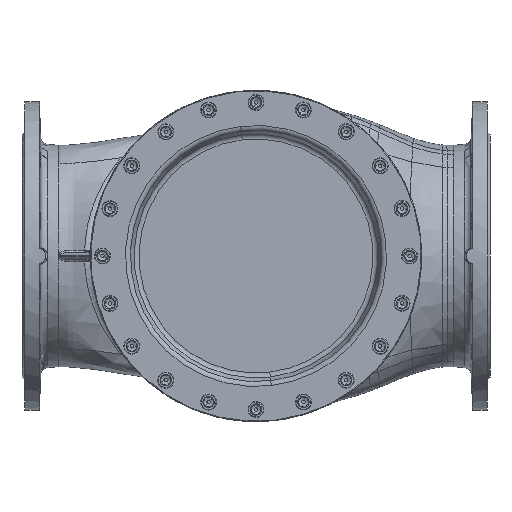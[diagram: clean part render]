
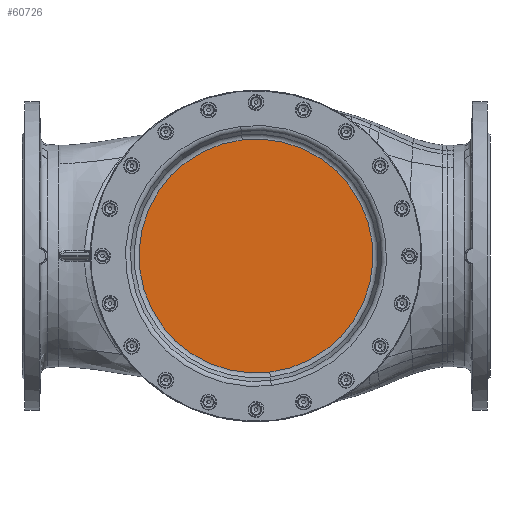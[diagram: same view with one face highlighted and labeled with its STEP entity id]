
A CAD part, front view. The second image highlights one B-rep face of the part: STEP entity #60726.
In plain terms, the highlighted planar face has unit normal (0, -1, 0).
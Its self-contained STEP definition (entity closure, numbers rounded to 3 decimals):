
#59936=CARTESIAN_POINT('',(15.988,-199.748,698.));
#59937=DIRECTION('',(0.,-1.,0.));
#59938=DIRECTION('',(0.118,0.,-0.993));
#59939=AXIS2_PLACEMENT_3D('',#59936,#59937,#59938);
#59941=CARTESIAN_POINT('',(15.988,-199.748,698.));
#59942=DIRECTION('',(0.,-1.,0.));
#59943=DIRECTION('',(-0.118,0.,0.993));
#59944=AXIS2_PLACEMENT_3D('',#59941,#59942,#59943);
#60221=CARTESIAN_POINT('',(36.493,-199.748,
524.754));
#60222=CARTESIAN_POINT('',(-4.517,-199.748,
871.246));
#60223=VERTEX_POINT('',#60221);
#60224=VERTEX_POINT('',#60222);
#60717=CARTESIAN_POINT('',(15.988,-199.748,698.));
#60718=DIRECTION('',(0.,-1.,0.));
#60719=DIRECTION('',(0.118,0.,-0.993));
#60720=AXIS2_PLACEMENT_3D('',#60717,#60718,#60719);
#60721=PLANE('',#60720);
#60722=ORIENTED_EDGE('',*,*,#60528,.F.);
#60723=ORIENTED_EDGE('',*,*,#60278,.F.);
#60724=EDGE_LOOP('',(#60722,#60723));
#60725=FACE_OUTER_BOUND('',#60724,.F.);
#60726=ADVANCED_FACE('',(#60725),#60721,.T.);
#59940=CIRCLE('',#59939,174.455);
#59945=CIRCLE('',#59944,174.455);
#60278=EDGE_CURVE('',#60224,#60223,#59945,.T.);
#60528=EDGE_CURVE('',#60223,#60224,#59940,.T.);
